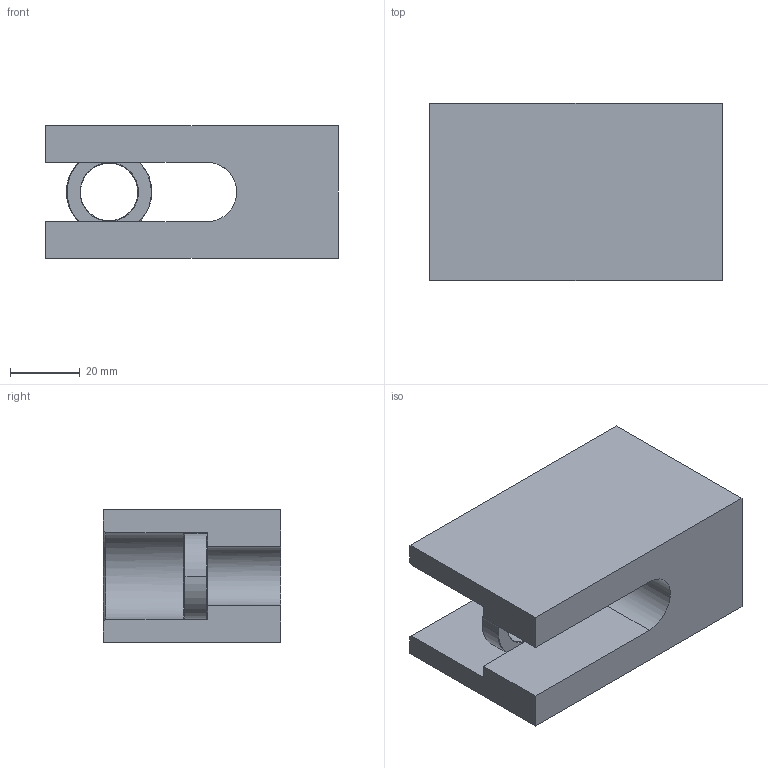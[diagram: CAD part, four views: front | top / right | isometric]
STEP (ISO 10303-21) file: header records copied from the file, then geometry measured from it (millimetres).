
FILE_DESCRIPTION (( 'STEP AP214' ), '1' );
FILE_NAME ('23178.STEP', '2020-07-09T13:03:35', ( 'Mike W' ), ( '' ), 'SwSTEP 2.0', 'SolidWorks 2018', '' );
FILE_SCHEMA (( 'AUTOMOTIVE_DESIGN' ));
Length unit declared in the file: inch
Products named in the file (3): 20016_20016; 23178; MF BASES, All Without Steps_23178
Assembly tree (2 placements, depth 2):
  23178
    MF BASES, All Without Steps_23178
    20016_20016
Bounding box: 83.82 x 50.8 x 38.1 mm (x, y, z)
Volume: 103571.9 mm3; surface area: 23573.3 mm2
Topology: 2 solids, 2 shells, 31 faces, 71 edges, 44 vertices
Faces by surface type: plane 16, cone 9, cylinder 6
Entity records: 992 total; most frequent: DIRECTION 160, CARTESIAN_POINT 157, ORIENTED_EDGE 142, EDGE_CURVE 71, AXIS2_PLACEMENT_3D 55, LINE 50, VECTOR 50, VERTEX_POINT 44
